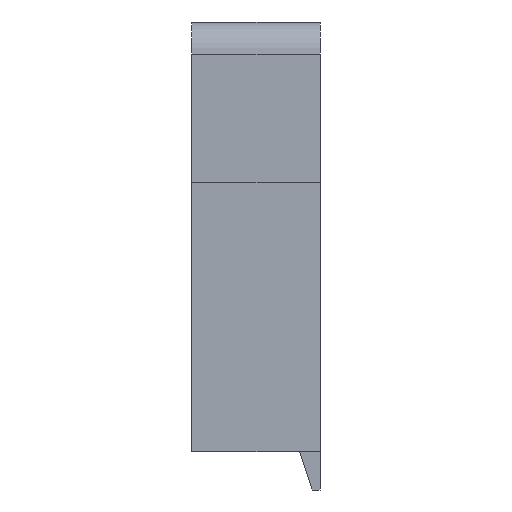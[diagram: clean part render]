
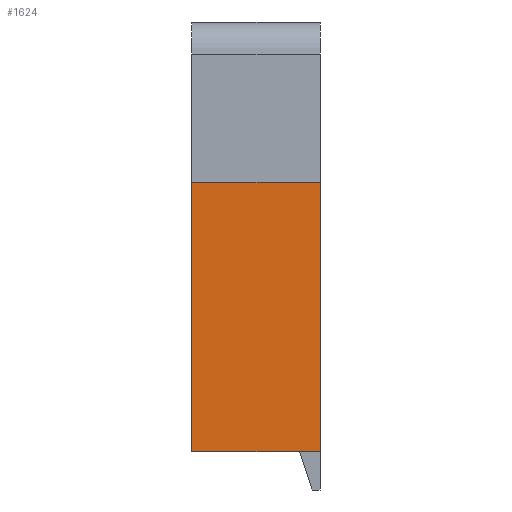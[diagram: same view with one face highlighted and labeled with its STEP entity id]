
A CAD part, left-side view. The second image highlights one B-rep face of the part: STEP entity #1624.
In plain terms, the highlighted planar face has unit normal (-1, 0, 0).
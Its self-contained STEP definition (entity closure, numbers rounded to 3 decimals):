
#1249=DIRECTION('',(0.,-1.,0.));
#1250=VECTOR('',#1249,2.);
#1251=CARTESIAN_POINT('',(-22.475,2.,-4.2));
#1252=LINE('',#1251,#1250);
#1343=DIRECTION('',(0.,-1.,0.));
#1344=VECTOR('',#1343,2.);
#1345=CARTESIAN_POINT('',(-22.475,2.,0.));
#1346=LINE('',#1345,#1344);
#1347=DIRECTION('',(0.,0.,-1.));
#1348=VECTOR('',#1347,4.2);
#1349=CARTESIAN_POINT('',(-22.475,2.,0.));
#1350=LINE('',#1349,#1348);
#1360=DIRECTION('',(0.,0.,-1.));
#1361=VECTOR('',#1360,4.2);
#1362=CARTESIAN_POINT('',(-22.475,0.,0.));
#1363=LINE('',#1362,#1361);
#1418=CARTESIAN_POINT('',(-22.475,2.,-4.2));
#1420=VERTEX_POINT('',#1418);
#1421=CARTESIAN_POINT('',(-22.475,0.,-4.2));
#1422=VERTEX_POINT('',#1421);
#1441=CARTESIAN_POINT('',(-22.475,2.,0.));
#1442=CARTESIAN_POINT('',(-22.475,0.,0.));
#1443=VERTEX_POINT('',#1441);
#1444=VERTEX_POINT('',#1442);
#1612=CARTESIAN_POINT('',(-22.475,2.,0.));
#1613=DIRECTION('',(-1.,0.,0.));
#1614=DIRECTION('',(0.,-1.,0.));
#1615=AXIS2_PLACEMENT_3D('',#1612,#1613,#1614);
#1616=PLANE('',#1615);
#1617=ORIENTED_EDGE('',*,*,#1573,.T.);
#1619=ORIENTED_EDGE('',*,*,#1618,.T.);
#1620=ORIENTED_EDGE('',*,*,#1480,.F.);
#1621=ORIENTED_EDGE('',*,*,#1520,.F.);
#1622=EDGE_LOOP('',(#1617,#1619,#1620,#1621));
#1623=FACE_OUTER_BOUND('',#1622,.F.);
#1624=ADVANCED_FACE('',(#1623),#1616,.T.);
#1480=EDGE_CURVE('',#1420,#1422,#1252,.T.);
#1520=EDGE_CURVE('',#1443,#1420,#1350,.T.);
#1573=EDGE_CURVE('',#1443,#1444,#1346,.T.);
#1618=EDGE_CURVE('',#1444,#1422,#1363,.T.);
